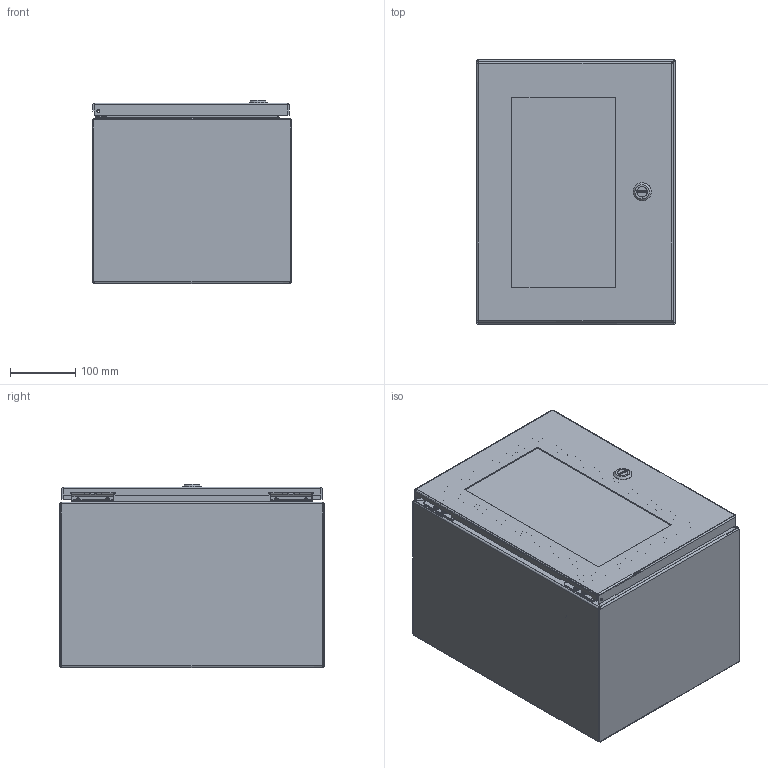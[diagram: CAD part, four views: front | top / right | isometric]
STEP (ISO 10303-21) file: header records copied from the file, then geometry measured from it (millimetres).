
FILE_DESCRIPTION (( 'STEP AP214' ), '1' );
FILE_NAME ('N412161210WCLG.STEP', '2019-09-05T18:32:14', ( '' ), ( '' ), 'SwSTEP 2.0', 'SolidWorks 2018', '' );
FILE_SCHEMA (( 'AUTOMOTIVE_DESIGN' ));
Length unit declared in the file: inch
Products named in the file (1): N412161210WCLG
Bounding box: 304.8 x 406.4 x 281.3 mm (x, y, z)
Volume: 1628580.5 mm3; surface area: 1478956.4 mm2
Topology: 57 solids, 57 shells, 1827 faces, 4257 edges, 2555 vertices
Faces by surface type: plane 687, cylinder 593, cone 334, bspline 197, torus 16
Full cylindrical faces by diameter (mm): 2.362 x4, 3.175 x2, 3.317 x68, 3.861 x4, 3.962 x12, 4.166 x68, 4.25 x4, 4.366 x4, 4.572 x4, 4.775 x6, 4.826 x10, 5 x1, 5.5 x1, 6.35 x10, 6.502 x4, 6.985 x4, 7.144 x10, 7.62 x4, 8.128 x4, 8.56 x10, 9.144 x4, 9.9 x1, 10 x1, 10.2 x1, 11.112 x4, 12.8 x1, 13.5 x1, 14.3 x4, 15.2 x1, 15.8 x1
Entity records: 92077 total; most frequent: CARTESIAN_POINT 30982, DIRECTION 7114, ORIENTED_EDGE 7074, EDGE_CURVE 3537, AXIS2_PLACEMENT_3D 2752, EDGE_LOOP 2490, VERTEX_POINT 2363, FACE_OUTER_BOUND 2120
